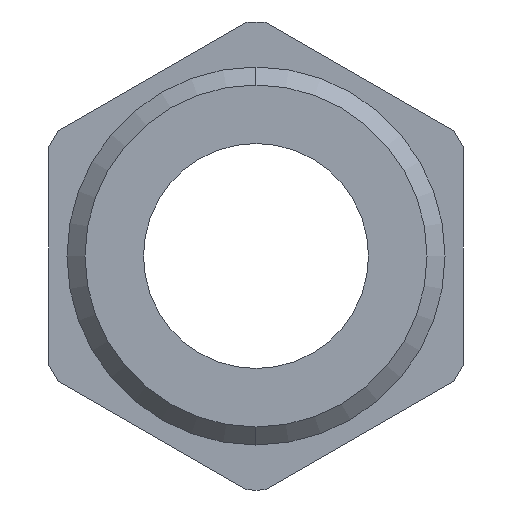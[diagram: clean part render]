
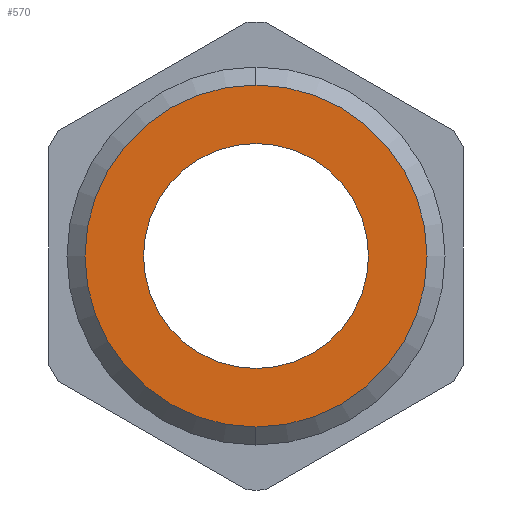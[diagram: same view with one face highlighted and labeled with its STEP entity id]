
A CAD part, left-side view. The second image highlights one B-rep face of the part: STEP entity #570.
In plain terms, the highlighted planar face has unit normal (-1, 0, 0).
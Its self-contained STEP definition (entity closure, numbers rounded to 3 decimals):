
#30 = VERTEX_POINT ( 'NONE', #691 ) ;
#68 = EDGE_CURVE ( 'NONE', #383, #30, #700, .T. ) ;
#153 = CARTESIAN_POINT ( 'NONE',  ( 0., 0., 0. ) ) ;
#182 = CIRCLE ( 'NONE', #366, 6.25 ) ;
#208 = EDGE_CURVE ( 'NONE', #684, #974, #769, .T. ) ;
#346 = DIRECTION ( 'NONE',  ( 0., 0., -1. ) ) ;
#366 = AXIS2_PLACEMENT_3D ( 'NONE', #610, #1004, #1097 ) ;
#383 = VERTEX_POINT ( 'NONE', #809 ) ;
#390 = DIRECTION ( 'NONE',  ( 0., 0., 1. ) ) ;
#436 = AXIS2_PLACEMENT_3D ( 'NONE', #709, #632, #503 ) ;
#457 = DIRECTION ( 'NONE',  ( -1., 0., 0. ) ) ;
#503 = DIRECTION ( 'NONE',  ( 0., 0., -1. ) ) ;
#539 = DIRECTION ( 'NONE',  ( -1., 0., 0. ) ) ;
#554 = DIRECTION ( 'NONE',  ( 0., 0., -1. ) ) ;
#556 = FACE_BOUND ( 'NONE', #1237, .T. ) ;
#567 = ORIENTED_EDGE ( 'NONE', *, *, #1149, .T. ) ;
#570 = ADVANCED_FACE ( 'NONE', ( #1029, #556 ), #628, .F. ) ;
#610 = CARTESIAN_POINT ( 'NONE',  ( 0., 0., 0. ) ) ;
#628 = PLANE ( 'NONE',  #436 ) ;
#632 = DIRECTION ( 'NONE',  ( 1., 0., 0. ) ) ;
#675 = AXIS2_PLACEMENT_3D ( 'NONE', #1041, #457, #554 ) ;
#684 = VERTEX_POINT ( 'NONE', #945 ) ;
#691 = CARTESIAN_POINT ( 'NONE',  ( 0., 0., 6.25 ) ) ;
#700 = CIRCLE ( 'NONE', #1018, 6.25 ) ;
#709 = CARTESIAN_POINT ( 'NONE',  ( 0., 6.25, 0. ) ) ;
#769 = CIRCLE ( 'NONE', #675, 9.5 ) ;
#809 = CARTESIAN_POINT ( 'NONE',  ( 0., 0., -6.25 ) ) ;
#868 = CIRCLE ( 'NONE', #1164, 9.5 ) ;
#930 = ORIENTED_EDGE ( 'NONE', *, *, #68, .F. ) ;
#940 = EDGE_LOOP ( 'NONE', ( #1032, #567 ) ) ;
#945 = CARTESIAN_POINT ( 'NONE',  ( 0., 0., -9.5 ) ) ;
#974 = VERTEX_POINT ( 'NONE', #1116 ) ;
#1004 = DIRECTION ( 'NONE',  ( -1., 0., 0. ) ) ;
#1018 = AXIS2_PLACEMENT_3D ( 'NONE', #1087, #1095, #390 ) ;
#1029 = FACE_OUTER_BOUND ( 'NONE', #940, .T. ) ;
#1032 = ORIENTED_EDGE ( 'NONE', *, *, #208, .T. ) ;
#1041 = CARTESIAN_POINT ( 'NONE',  ( 0., 0., 0. ) ) ;
#1087 = CARTESIAN_POINT ( 'NONE',  ( 0., 0., 0. ) ) ;
#1095 = DIRECTION ( 'NONE',  ( -1., 0., 0. ) ) ;
#1097 = DIRECTION ( 'NONE',  ( 0., 0., 1. ) ) ;
#1105 = EDGE_CURVE ( 'NONE', #30, #383, #182, .T. ) ;
#1116 = CARTESIAN_POINT ( 'NONE',  ( 0., 0., 9.5 ) ) ;
#1136 = ORIENTED_EDGE ( 'NONE', *, *, #1105, .F. ) ;
#1149 = EDGE_CURVE ( 'NONE', #974, #684, #868, .T. ) ;
#1164 = AXIS2_PLACEMENT_3D ( 'NONE', #153, #539, #346 ) ;
#1237 = EDGE_LOOP ( 'NONE', ( #1136, #930 ) ) ;
